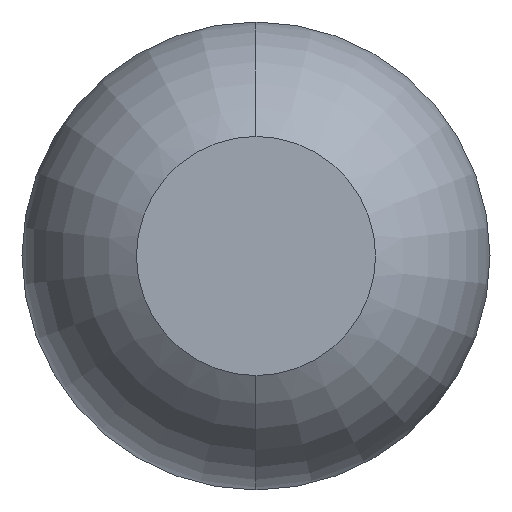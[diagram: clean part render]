
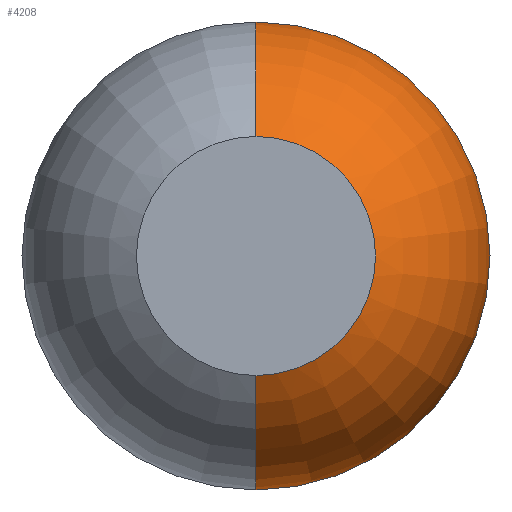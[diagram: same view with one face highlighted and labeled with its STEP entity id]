
A CAD part, front view. The second image highlights one B-rep face of the part: STEP entity #4208.
In plain terms, the highlighted toroidal (fillet/blend) face has major radius 0.035 mm and minor radius 0.65 mm.
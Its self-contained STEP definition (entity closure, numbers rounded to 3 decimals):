
#8 = CIRCLE ( 'NONE', #1981, 0.685 ) ;
#12 = AXIS2_PLACEMENT_3D ( 'NONE', #3803, #3761, #4134 ) ;
#76 = AXIS2_PLACEMENT_3D ( 'NONE', #1398, #3456, #2712 ) ;
#272 = CIRCLE ( 'NONE', #3064, 0.65 ) ;
#636 = DIRECTION ( 'NONE',  ( 0., -1., 0. ) ) ;
#773 = EDGE_CURVE ( 'Defeature ausgef�hrt1_4+Defeature ausgef�hrt1_5+Defeature ausgef�hrt1_5+Defeature ausgef�hrt1_5', #2833, #3845, #8, .T. ) ;
#778 = TOROIDAL_SURFACE ( 'NONE', #76, 0.035, 0.65 ) ;
#846 = VERTEX_POINT ( 'NONE', #2991 ) ;
#994 = EDGE_CURVE ( 'NONE', #3845, #846, #1701, .T. ) ;
#995 = CARTESIAN_POINT ( 'NONE',  ( 0., -24.431, -0.035 ) ) ;
#1051 = VERTEX_POINT ( 'NONE', #2106 ) ;
#1259 = EDGE_LOOP ( 'NONE', ( #2248, #1712, #1939, #3859 ) ) ;
#1390 = DIRECTION ( 'NONE',  ( 0., 0., -1. ) ) ;
#1398 = CARTESIAN_POINT ( 'NONE',  ( 0., -24.431, 0. ) ) ;
#1412 = CARTESIAN_POINT ( 'NONE',  ( 0., -24.431, 0.035 ) ) ;
#1578 = CARTESIAN_POINT ( 'NONE',  ( 0., -24.431, 0. ) ) ;
#1683 = CARTESIAN_POINT ( 'NONE',  ( 0., -24.431, -0.685 ) ) ;
#1701 = CIRCLE ( 'NONE', #2063, 0.65 ) ;
#1704 = CIRCLE ( 'NONE', #12, 0.35 ) ;
#1712 = ORIENTED_EDGE ( 'NONE', *, *, #994, .T. ) ;
#1726 = DIRECTION ( 'NONE',  ( 1., 0., 0. ) ) ;
#1795 = EDGE_CURVE ( 'NONE', #2833, #1051, #272, .T. ) ;
#1939 = ORIENTED_EDGE ( 'NONE', *, *, #2961, .F. ) ;
#1981 = AXIS2_PLACEMENT_3D ( 'NONE', #1578, #636, #3628 ) ;
#2063 = AXIS2_PLACEMENT_3D ( 'NONE', #1412, #1726, #1390 ) ;
#2106 = CARTESIAN_POINT ( 'NONE',  ( 0., -25., -0.35 ) ) ;
#2248 = ORIENTED_EDGE ( 'NONE', *, *, #773, .T. ) ;
#2623 = DIRECTION ( 'NONE',  ( 0., 0., 1. ) ) ;
#2712 = DIRECTION ( 'NONE',  ( 0., 0., -1. ) ) ;
#2833 = VERTEX_POINT ( 'NONE', #1683 ) ;
#2961 = EDGE_CURVE ( 'Defeature ausgef�hrt1_13+Defeature ausgef�hrt1_4+Defeature ausgef�hrt1_4+Defeature ausgef�hrt1_4', #1051, #846, #1704, .T. ) ;
#2970 = DIRECTION ( 'NONE',  ( -1., 0., 0. ) ) ;
#2991 = CARTESIAN_POINT ( 'NONE',  ( 0., -25., 0.35 ) ) ;
#3064 = AXIS2_PLACEMENT_3D ( 'NONE', #995, #2970, #2623 ) ;
#3200 = CARTESIAN_POINT ( 'NONE',  ( 0., -24.431, 0.685 ) ) ;
#3341 = FACE_OUTER_BOUND ( 'NONE', #1259, .T. ) ;
#3456 = DIRECTION ( 'NONE',  ( 0., -1., 0. ) ) ;
#3628 = DIRECTION ( 'NONE',  ( 0., 0., -1. ) ) ;
#3761 = DIRECTION ( 'NONE',  ( 0., -1., 0. ) ) ;
#3803 = CARTESIAN_POINT ( 'NONE',  ( 0., -25., 0. ) ) ;
#3845 = VERTEX_POINT ( 'NONE', #3200 ) ;
#3859 = ORIENTED_EDGE ( 'NONE', *, *, #1795, .F. ) ;
#4134 = DIRECTION ( 'NONE',  ( 0., 0., -1. ) ) ;
#4208 = ADVANCED_FACE ( 'Defeature ausgef�hrt1_4', ( #3341 ), #778, .T. ) ;
